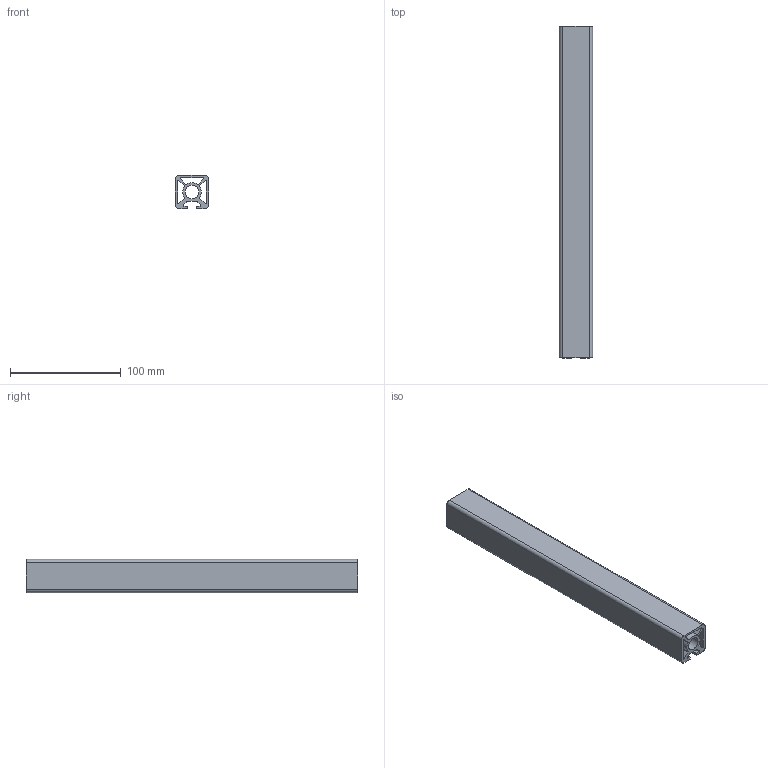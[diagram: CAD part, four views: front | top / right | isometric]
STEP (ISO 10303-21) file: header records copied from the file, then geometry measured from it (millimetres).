
FILE_DESCRIPTION (( 'STEP AP214' ), '1' );
FILE_NAME ('1728062379647.step', '2024-10-04T17:19:41', ( 'Windows User' ), ( '' ), 'SwSTEP 2.0', 'SolidWorks 2011', '' );
FILE_SCHEMA (( 'AUTOMOTIVE_DESIGN' ));
Length unit declared in the file: millimetre
Products named in the file (2): 1728062379647; 1.11.030030.13SPx300.00(1)
Assembly tree (1 placements, depth 2):
  1728062379647
    1.11.030030.13SPx300.00(1)
Bounding box: 30 x 300 x 30 mm (x, y, z)
Volume: 131753.6 mm3; surface area: 97614.5 mm2
Topology: 1 solids, 1 shells, 53 faces, 153 edges, 102 vertices
Faces by surface type: cylinder 30, plane 23
Entity records: 1849 total; most frequent: DIRECTION 327, CARTESIAN_POINT 312, ORIENTED_EDGE 306, EDGE_CURVE 153, AXIS2_PLACEMENT_3D 117, VERTEX_POINT 102, VECTOR 93, LINE 93
